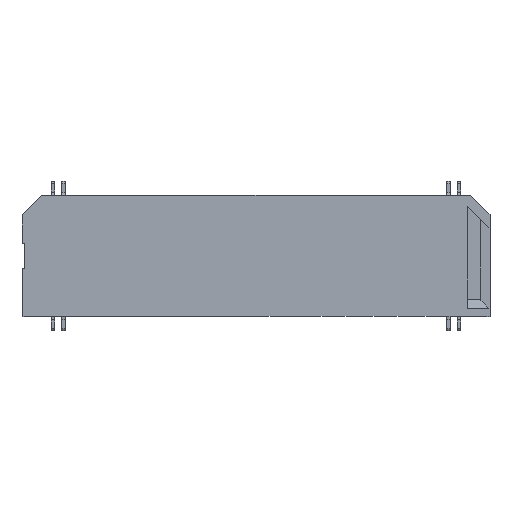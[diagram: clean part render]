
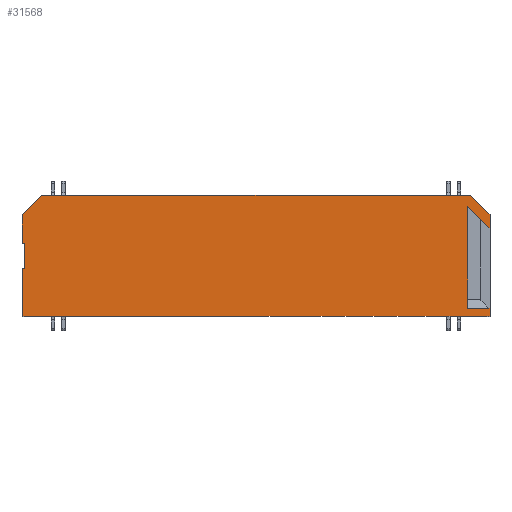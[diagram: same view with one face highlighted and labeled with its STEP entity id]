
A CAD part, top view. The second image highlights one B-rep face of the part: STEP entity #31568.
In plain terms, the highlighted planar face has unit normal (0, 0, 1).
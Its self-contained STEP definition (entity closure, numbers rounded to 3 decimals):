
#28982=CARTESIAN_POINT('',(-13.082,3.7,5.775));
#28983=VERTEX_POINT('',#28982);
#28990=CARTESIAN_POINT('',(13.082,3.7,5.775));
#28991=VERTEX_POINT('',#28990);
#28992=CARTESIAN_POINT('',(13.082,3.7,5.775));
#28993=DIRECTION('',(-1.0,0.0,0.0));
#28994=VECTOR('',#28993,26.165);
#28995=LINE('',#28992,#28994);
#28996=EDGE_CURVE('',#28991,#28983,#28995,.T.);
#31458=CARTESIAN_POINT('',(-15.711,-4.07,5.775));
#31459=DIRECTION('',(0.0,0.0,-1.0));
#31460=DIRECTION('',(0.0,1.0,0.0));
#31461=AXIS2_PLACEMENT_3D('',#31458,#31459,#31460);
#31462=PLANE('',#31461);
#31463=ORIENTED_EDGE('',*,*,#28996,.T.);
#31464=CARTESIAN_POINT('',(-14.282,2.5,5.775));
#31465=VERTEX_POINT('',#31464);
#31466=CARTESIAN_POINT('',(-13.082,3.7,5.775));
#31467=DIRECTION('',(-0.707,-0.707,0.0));
#31468=VECTOR('',#31467,1.697);
#31469=LINE('',#31466,#31468);
#31470=EDGE_CURVE('',#28983,#31465,#31469,.T.);
#31471=ORIENTED_EDGE('',*,*,#31470,.T.);
#31472=CARTESIAN_POINT('',(-14.282,0.77,5.775));
#31473=VERTEX_POINT('',#31472);
#31474=CARTESIAN_POINT('',(-14.282,2.5,5.775));
#31475=DIRECTION('',(0.0,-1.0,0.0));
#31476=VECTOR('',#31475,1.73);
#31477=LINE('',#31474,#31476);
#31478=EDGE_CURVE('',#31465,#31473,#31477,.T.);
#31479=ORIENTED_EDGE('',*,*,#31478,.T.);
#31480=CARTESIAN_POINT('',(-14.153,0.77,5.775));
#31481=VERTEX_POINT('',#31480);
#31482=CARTESIAN_POINT('',(-14.153,0.77,5.775));
#31483=DIRECTION('',(-1.0,0.0,0.0));
#31484=VECTOR('',#31483,0.13);
#31485=LINE('',#31482,#31484);
#31486=EDGE_CURVE('',#31481,#31473,#31485,.T.);
#31487=ORIENTED_EDGE('',*,*,#31486,.F.);
#31488=CARTESIAN_POINT('',(-14.152,-0.77,5.775));
#31489=VERTEX_POINT('',#31488);
#31490=CARTESIAN_POINT('',(-14.152,-0.77,5.775));
#31491=DIRECTION('',(0.0,1.0,0.0));
#31492=VECTOR('',#31491,1.54);
#31493=LINE('',#31490,#31492);
#31494=EDGE_CURVE('',#31489,#31481,#31493,.T.);
#31495=ORIENTED_EDGE('',*,*,#31494,.F.);
#31496=CARTESIAN_POINT('',(-14.282,-0.77,5.775));
#31497=VERTEX_POINT('',#31496);
#31498=CARTESIAN_POINT('',(-14.152,-0.77,5.775));
#31499=DIRECTION('',(-1.0,0.0,0.0));
#31500=VECTOR('',#31499,0.13);
#31501=LINE('',#31498,#31500);
#31502=EDGE_CURVE('',#31489,#31497,#31501,.T.);
#31503=ORIENTED_EDGE('',*,*,#31502,.T.);
#31504=CARTESIAN_POINT('',(-14.282,-3.7,5.775));
#31505=VERTEX_POINT('',#31504);
#31506=CARTESIAN_POINT('',(-14.282,-0.77,5.775));
#31507=DIRECTION('',(0.0,-1.0,0.0));
#31508=VECTOR('',#31507,2.93);
#31509=LINE('',#31506,#31508);
#31510=EDGE_CURVE('',#31497,#31505,#31509,.T.);
#31511=ORIENTED_EDGE('',*,*,#31510,.T.);
#31512=CARTESIAN_POINT('',(14.283,-3.7,5.775));
#31513=VERTEX_POINT('',#31512);
#31514=CARTESIAN_POINT('',(14.283,-3.7,5.775));
#31515=DIRECTION('',(-1.0,0.0,0.0));
#31516=VECTOR('',#31515,28.565);
#31517=LINE('',#31514,#31516);
#31518=EDGE_CURVE('',#31513,#31505,#31517,.T.);
#31519=ORIENTED_EDGE('',*,*,#31518,.F.);
#31520=CARTESIAN_POINT('',(14.283,-3.2,5.775));
#31521=VERTEX_POINT('',#31520);
#31522=CARTESIAN_POINT('',(14.283,-3.2,5.775));
#31523=DIRECTION('',(0.0,-1.0,0.0));
#31524=VECTOR('',#31523,0.5);
#31525=LINE('',#31522,#31524);
#31526=EDGE_CURVE('',#31521,#31513,#31525,.T.);
#31527=ORIENTED_EDGE('',*,*,#31526,.F.);
#31528=CARTESIAN_POINT('',(12.925,-3.2,5.775));
#31529=VERTEX_POINT('',#31528);
#31530=CARTESIAN_POINT('',(12.925,-3.2,5.775));
#31531=DIRECTION('',(1.0,0.0,0.0));
#31532=VECTOR('',#31531,1.358);
#31533=LINE('',#31530,#31532);
#31534=EDGE_CURVE('',#31529,#31521,#31533,.T.);
#31535=ORIENTED_EDGE('',*,*,#31534,.F.);
#31536=CARTESIAN_POINT('',(12.925,3.023,5.775));
#31537=VERTEX_POINT('',#31536);
#31538=CARTESIAN_POINT('',(12.925,3.023,5.775));
#31539=DIRECTION('',(0.0,-1.0,0.0));
#31540=VECTOR('',#31539,6.223);
#31541=LINE('',#31538,#31540);
#31542=EDGE_CURVE('',#31537,#31529,#31541,.T.);
#31543=ORIENTED_EDGE('',*,*,#31542,.F.);
#31544=CARTESIAN_POINT('',(14.282,1.666,5.775));
#31545=VERTEX_POINT('',#31544);
#31546=CARTESIAN_POINT('',(14.282,1.666,5.775));
#31547=DIRECTION('',(-0.707,0.707,0.0));
#31548=VECTOR('',#31547,1.92);
#31549=LINE('',#31546,#31548);
#31550=EDGE_CURVE('',#31545,#31537,#31549,.T.);
#31551=ORIENTED_EDGE('',*,*,#31550,.F.);
#31552=CARTESIAN_POINT('',(14.282,2.5,5.775));
#31553=VERTEX_POINT('',#31552);
#31554=CARTESIAN_POINT('',(14.282,2.5,5.775));
#31555=DIRECTION('',(0.0,-1.0,0.0));
#31556=VECTOR('',#31555,0.834);
#31557=LINE('',#31554,#31556);
#31558=EDGE_CURVE('',#31553,#31545,#31557,.T.);
#31559=ORIENTED_EDGE('',*,*,#31558,.F.);
#31560=CARTESIAN_POINT('',(14.282,2.5,5.775));
#31561=DIRECTION('',(-0.707,0.707,0.0));
#31562=VECTOR('',#31561,1.697);
#31563=LINE('',#31560,#31562);
#31564=EDGE_CURVE('',#31553,#28991,#31563,.T.);
#31565=ORIENTED_EDGE('',*,*,#31564,.T.);
#31566=EDGE_LOOP('',(#31463,#31471,#31479,#31487,#31495,#31503,#31511,#31519,#31527,#31535,#31543,#31551,#31559,#31565));
#31567=FACE_OUTER_BOUND('',#31566,.T.);
#31568=ADVANCED_FACE('',(#31567),#31462,.F.);
